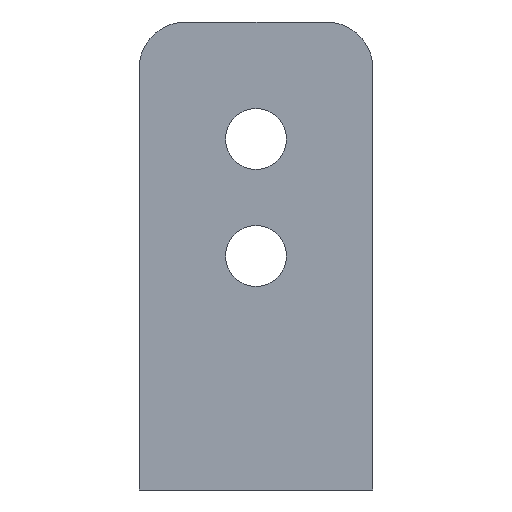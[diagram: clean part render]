
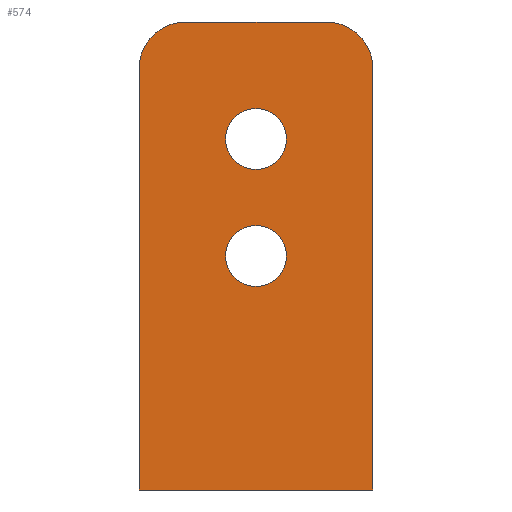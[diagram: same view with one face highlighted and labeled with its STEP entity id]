
A CAD part, front view. The second image highlights one B-rep face of the part: STEP entity #574.
In plain terms, the highlighted planar face has unit normal (0, -1, 0).
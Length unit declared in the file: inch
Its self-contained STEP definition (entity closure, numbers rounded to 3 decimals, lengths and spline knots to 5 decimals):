
#11 = EDGE_LOOP ( 'NONE', ( #250, #720, #1112, #400, #1105, #1286 ) ) ;
#15 = VERTEX_POINT ( 'NONE', #1446 ) ;
#42 = DIRECTION ( 'NONE',  ( 0., 0., -1. ) ) ;
#79 = EDGE_LOOP ( 'NONE', ( #1264, #506 ) ) ;
#87 = ORIENTED_EDGE ( 'NONE', *, *, #787, .F. ) ;
#114 = AXIS2_PLACEMENT_3D ( 'NONE', #960, #1408, #405 ) ;
#139 = CIRCLE ( 'NONE', #114, 0.065 ) ;
#148 = CARTESIAN_POINT ( 'NONE',  ( 0.25, -0.25, 0.65 ) ) ;
#157 = EDGE_CURVE ( 'NONE', #15, #928, #409, .T. ) ;
#183 = VECTOR ( 'NONE', #634, 39.37008 ) ;
#202 = DIRECTION ( 'NONE',  ( 0., 0., -1. ) ) ;
#250 = ORIENTED_EDGE ( 'NONE', *, *, #611, .F. ) ;
#300 = AXIS2_PLACEMENT_3D ( 'NONE', #706, #1132, #1253 ) ;
#318 = CARTESIAN_POINT ( 'NONE',  ( 0., -0.25, 0.565 ) ) ;
#329 = CARTESIAN_POINT ( 'NONE',  ( 0., -0.25, 0.315 ) ) ;
#351 = CARTESIAN_POINT ( 'NONE',  ( 0.25, -0.25, -0.25 ) ) ;
#359 = ORIENTED_EDGE ( 'NONE', *, *, #833, .F. ) ;
#369 = CARTESIAN_POINT ( 'NONE',  ( 0., -0.25, 0.25 ) ) ;
#397 = CARTESIAN_POINT ( 'NONE',  ( 0.15, -0.25, 0.65 ) ) ;
#400 = ORIENTED_EDGE ( 'NONE', *, *, #1298, .T. ) ;
#403 = VERTEX_POINT ( 'NONE', #571 ) ;
#405 = DIRECTION ( 'NONE',  ( 0., 0., -1. ) ) ;
#409 = CIRCLE ( 'NONE', #528, 0.1 ) ;
#424 = FACE_OUTER_BOUND ( 'NONE', #11, .T. ) ;
#481 = CARTESIAN_POINT ( 'NONE',  ( 0., -0.25, 0.435 ) ) ;
#506 = ORIENTED_EDGE ( 'NONE', *, *, #1164, .F. ) ;
#520 = DIRECTION ( 'NONE',  ( 0., 0., -1. ) ) ;
#528 = AXIS2_PLACEMENT_3D ( 'NONE', #615, #1151, #42 ) ;
#536 = AXIS2_PLACEMENT_3D ( 'NONE', #369, #1375, #1152 ) ;
#538 = CARTESIAN_POINT ( 'NONE',  ( -0.25, -0.25, -0.25 ) ) ;
#558 = AXIS2_PLACEMENT_3D ( 'NONE', #559, #1263, #825 ) ;
#559 = CARTESIAN_POINT ( 'NONE',  ( 0., -0.25, 0.5 ) ) ;
#560 = CIRCLE ( 'NONE', #536, 0.065 ) ;
#570 = VERTEX_POINT ( 'NONE', #318 ) ;
#571 = CARTESIAN_POINT ( 'NONE',  ( 0., -0.25, 0.185 ) ) ;
#574 = ADVANCED_FACE ( 'NONE', ( #971, #853, #424 ), #1429, .T. ) ;
#581 = CARTESIAN_POINT ( 'NONE',  ( 0.25, -0.25, -0.25 ) ) ;
#583 = VECTOR ( 'NONE', #955, 39.37008 ) ;
#611 = EDGE_CURVE ( 'NONE', #15, #690, #873, .T. ) ;
#615 = CARTESIAN_POINT ( 'NONE',  ( -0.15, -0.25, 0.65 ) ) ;
#634 = DIRECTION ( 'NONE',  ( 1., 0., 0. ) ) ;
#670 = VERTEX_POINT ( 'NONE', #329 ) ;
#687 = EDGE_CURVE ( 'NONE', #872, #811, #1127, .T. ) ;
#690 = VERTEX_POINT ( 'NONE', #1328 ) ;
#700 = VECTOR ( 'NONE', #202, 39.37008 ) ;
#706 = CARTESIAN_POINT ( 'NONE',  ( 0., -0.25, 0.5 ) ) ;
#720 = ORIENTED_EDGE ( 'NONE', *, *, #157, .T. ) ;
#727 = CARTESIAN_POINT ( 'NONE',  ( -0.25, -0.25, 0.65 ) ) ;
#776 = LINE ( 'NONE', #1060, #583 ) ;
#787 = EDGE_CURVE ( 'NONE', #570, #914, #1427, .T. ) ;
#811 = VERTEX_POINT ( 'NONE', #581 ) ;
#825 = DIRECTION ( 'NONE',  ( 0., 0., -1. ) ) ;
#826 = VERTEX_POINT ( 'NONE', #927 ) ;
#833 = EDGE_CURVE ( 'NONE', #914, #570, #936, .T. ) ;
#837 = LINE ( 'NONE', #1181, #183 ) ;
#853 = FACE_BOUND ( 'NONE', #1239, .T. ) ;
#872 = VERTEX_POINT ( 'NONE', #148 ) ;
#873 = LINE ( 'NONE', #993, #1330 ) ;
#914 = VERTEX_POINT ( 'NONE', #481 ) ;
#927 = CARTESIAN_POINT ( 'NONE',  ( -0.25, -0.25, -0.25 ) ) ;
#928 = VERTEX_POINT ( 'NONE', #727 ) ;
#936 = CIRCLE ( 'NONE', #300, 0.065 ) ;
#938 = AXIS2_PLACEMENT_3D ( 'NONE', #397, #1395, #953 ) ;
#953 = DIRECTION ( 'NONE',  ( 0., 0., -1. ) ) ;
#955 = DIRECTION ( 'NONE',  ( 0., 0., -1. ) ) ;
#960 = CARTESIAN_POINT ( 'NONE',  ( 0., -0.25, 0.25 ) ) ;
#971 = FACE_BOUND ( 'NONE', #79, .T. ) ;
#993 = CARTESIAN_POINT ( 'NONE',  ( -0.25, -0.25, 0.75 ) ) ;
#1015 = EDGE_CURVE ( 'NONE', #928, #826, #776, .T. ) ;
#1060 = CARTESIAN_POINT ( 'NONE',  ( -0.25, -0.25, -0.25 ) ) ;
#1101 = DIRECTION ( 'NONE',  ( 0., -1., 0. ) ) ;
#1105 = ORIENTED_EDGE ( 'NONE', *, *, #687, .F. ) ;
#1112 = ORIENTED_EDGE ( 'NONE', *, *, #1015, .T. ) ;
#1127 = LINE ( 'NONE', #351, #700 ) ;
#1132 = DIRECTION ( 'NONE',  ( 0., -1., 0. ) ) ;
#1151 = DIRECTION ( 'NONE',  ( 0., -1., 0. ) ) ;
#1152 = DIRECTION ( 'NONE',  ( 0., 0., -1. ) ) ;
#1164 = EDGE_CURVE ( 'NONE', #403, #670, #560, .T. ) ;
#1181 = CARTESIAN_POINT ( 'NONE',  ( -0.25, -0.25, -0.25 ) ) ;
#1239 = EDGE_LOOP ( 'NONE', ( #87, #359 ) ) ;
#1253 = DIRECTION ( 'NONE',  ( 0., 0., -1. ) ) ;
#1260 = AXIS2_PLACEMENT_3D ( 'NONE', #538, #1101, #520 ) ;
#1263 = DIRECTION ( 'NONE',  ( 0., -1., 0. ) ) ;
#1264 = ORIENTED_EDGE ( 'NONE', *, *, #1417, .F. ) ;
#1286 = ORIENTED_EDGE ( 'NONE', *, *, #1314, .T. ) ;
#1298 = EDGE_CURVE ( 'NONE', #826, #811, #837, .T. ) ;
#1300 = DIRECTION ( 'NONE',  ( 1., 0., 0. ) ) ;
#1314 = EDGE_CURVE ( 'NONE', #872, #690, #1382, .T. ) ;
#1328 = CARTESIAN_POINT ( 'NONE',  ( 0.15, -0.25, 0.75 ) ) ;
#1330 = VECTOR ( 'NONE', #1300, 39.37008 ) ;
#1375 = DIRECTION ( 'NONE',  ( 0., -1., 0. ) ) ;
#1382 = CIRCLE ( 'NONE', #938, 0.1 ) ;
#1395 = DIRECTION ( 'NONE',  ( 0., -1., 0. ) ) ;
#1408 = DIRECTION ( 'NONE',  ( 0., -1., 0. ) ) ;
#1417 = EDGE_CURVE ( 'NONE', #670, #403, #139, .T. ) ;
#1427 = CIRCLE ( 'NONE', #558, 0.065 ) ;
#1429 = PLANE ( 'NONE',  #1260 ) ;
#1446 = CARTESIAN_POINT ( 'NONE',  ( -0.15, -0.25, 0.75 ) ) ;
